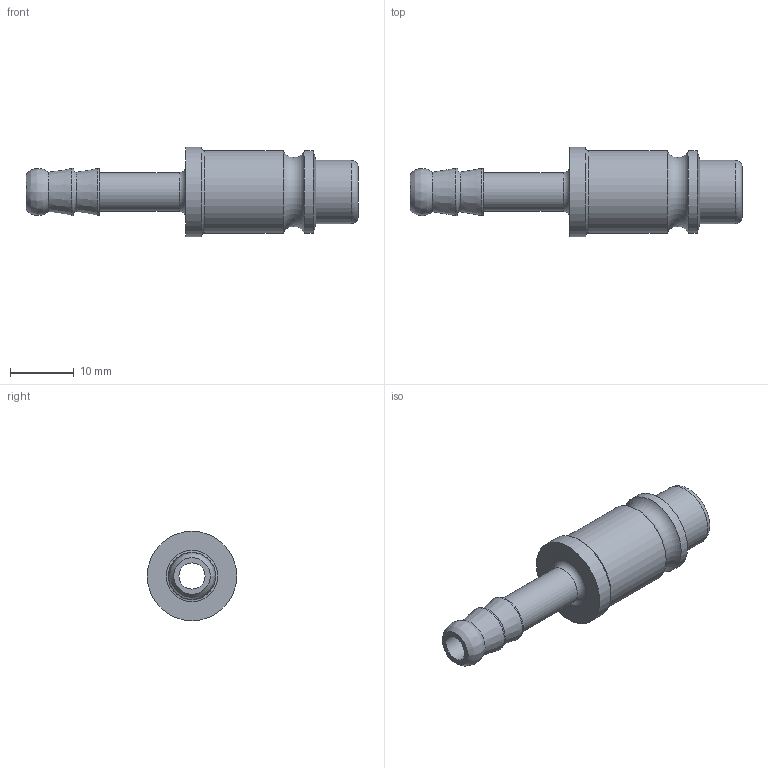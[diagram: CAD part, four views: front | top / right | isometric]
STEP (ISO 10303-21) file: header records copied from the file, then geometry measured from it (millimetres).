
FILE_DESCRIPTION((''),'2;1');
FILE_NAME('33sftf06sxn.stp','2013-07-24T17:00:23',('AS035480'),(''),'Autodesk Inventor 2013','Autodesk Inventor 2013','');
FILE_SCHEMA(('AUTOMOTIVE_DESIGN { 1 0 10303 214 1 1 1 1 }'));
Length unit declared in the file: millimetre
Products named in the file (1): D107392
Bounding box: 52 x 14 x 14 mm (x, y, z)
Volume: 2618.3 mm3; surface area: 2715.5 mm2
Topology: 1 solids, 1 shells, 25 faces, 44 edges, 25 vertices
Faces by surface type: cylinder 7, torus 7, plane 6, cone 4, bspline 1
Full cylindrical faces by diameter (mm): 4.1 x1, 6.1 x1, 7 x1, 9.9 x1, 12.9 x2, 14 x1
Entity records: 556 total; most frequent: CARTESIAN_POINT 102, DIRECTION 100, AXIS2_PLACEMENT_3D 50, ORIENTED_EDGE 50, EDGE_LOOP 50, VERTEX_POINT 25, CIRCLE 25, EDGE_CURVE 25
